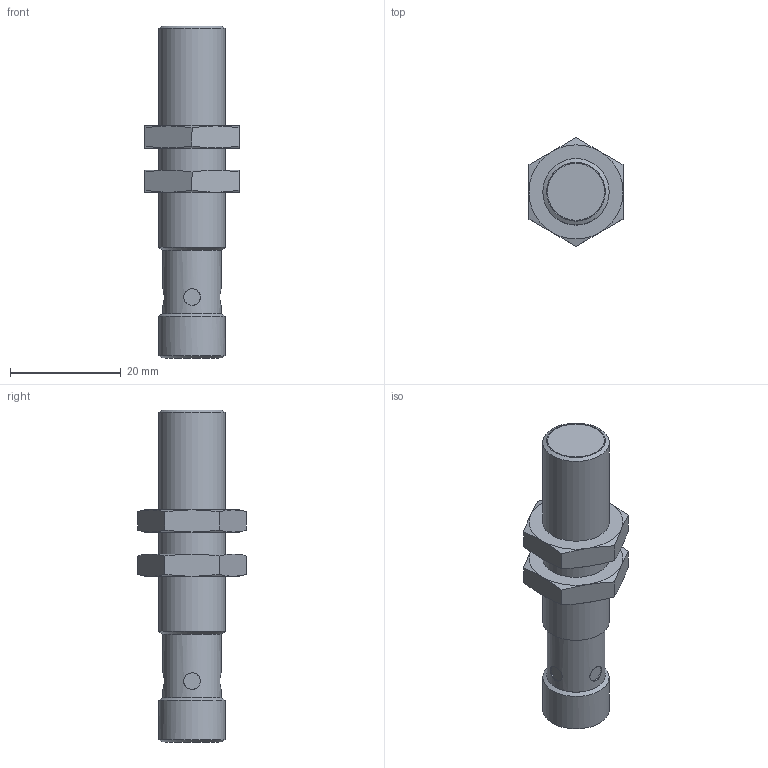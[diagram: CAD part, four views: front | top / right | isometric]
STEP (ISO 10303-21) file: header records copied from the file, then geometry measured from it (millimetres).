
FILE_DESCRIPTION (( 'STEP AP214' ), '1' );
FILE_NAME ('DW-AS-522-M12.STEP', '2019-01-15T21:08:22', ( '' ), ( '' ), 'SwSTEP 2.0', 'SolidWorks 2018', '' );
FILE_SCHEMA (( 'AUTOMOTIVE_DESIGN' ));
Length unit declared in the file: inch
Products named in the file (1): DW-AS-522-M12
Bounding box: 17 x 19.63 x 60 mm (x, y, z)
Volume: 7190 mm3; surface area: 4119.8 mm2
Topology: 3 solids, 3 shells, 104 faces, 250 edges, 155 vertices
Faces by surface type: plane 46, cone 34, cylinder 19, bspline 5
Full cylindrical faces by diameter (mm): 1 x4, 2.4 x1, 3 x4, 8.5 x1, 10.3 x1, 10.5 x1, 10.531 x1, 10.917 x2, 12 x2
Entity records: 3004 total; most frequent: CARTESIAN_POINT 891, DIRECTION 403, ORIENTED_EDGE 388, EDGE_CURVE 194, AXIS2_PLACEMENT_3D 178, EDGE_LOOP 148, VERTEX_POINT 136, FACE_OUTER_BOUND 121
